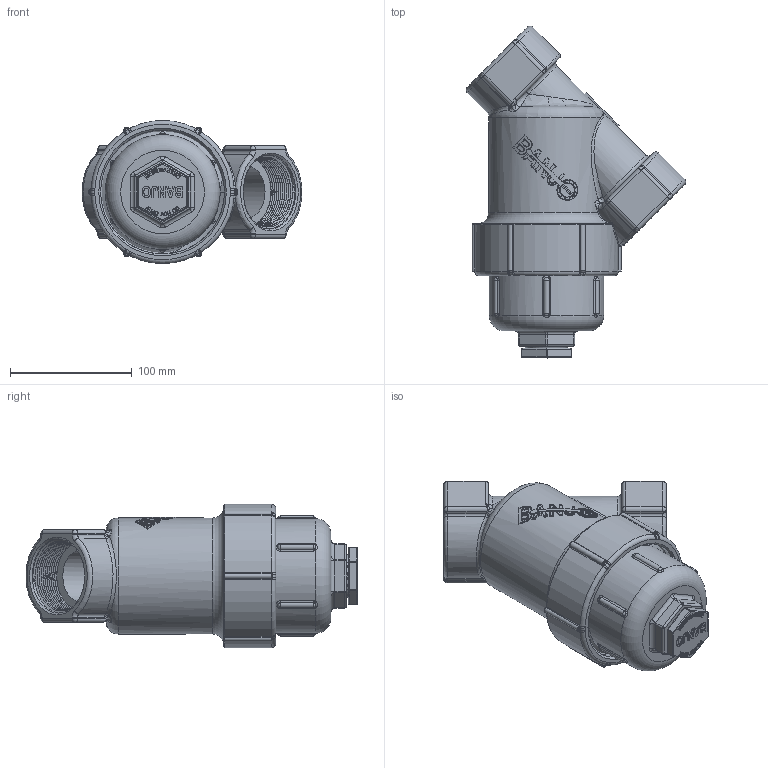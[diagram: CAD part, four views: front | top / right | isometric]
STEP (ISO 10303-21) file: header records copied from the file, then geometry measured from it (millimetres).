
FILE_DESCRIPTION(/* description */ ('2" LINE STRAINER 80 MESH'),/* implementation_level */ '2;1');
FILE_NAME(/* name */ 'LS200-80.stp',/* time_stamp */ '2023-07-21T14:31:39-04:00',/* author */ ('MJC'),/* organization */ (''),/* preprocessor_version */ 'ST-DEVELOPER v18.1',/* originating_system */ 'Autodesk Inventor 2022',/* authorisation */ '');
FILE_SCHEMA (('AUTOMOTIVE_DESIGN { 1 0 10303 214 3 1 1 }'));
Length unit declared in the file: inch
Products named in the file (8): LS200-80; LS200-B; LS150-C; LS150XC; LSQ200-PL; LSQ200-R; LS150-G; LS280
Assembly tree (7 placements, depth 3):
  LS200-80
    LS200-B
    LS150-C
      LS150XC
      LSQ200-PL
      LSQ200-R
    LS150-G
    LS280
Bounding box: 180.17 x 272.3 x 117.47 mm (x, y, z)
Volume: 886942.8 mm3; surface area: 311321.6 mm2
Topology: 6 solids, 6 shells, 1754 faces, 4519 edges, 2867 vertices
Faces by surface type: plane 841, bspline 435, cylinder 277, torus 87, cone 62, sphere 52
Full cylindrical faces by diameter (mm): 4.762 x1, 19.05 x1, 33.401 x1, 43.18 x2, 55.626 x1, 60.452 x1, 66.04 x1, 67.716 x2, 76.2 x1, 79.502 x1, 82.728 x1, 85.852 x1, 86.233 x1, 91.567 x1, 94.038 x3, 94.717 x3, 101.6 x6
Entity records: 72202 total; most frequent: CARTESIAN_POINT 31920, ORIENTED_EDGE 8974, DIRECTION 7132, EDGE_CURVE 4487, VERTEX_POINT 2867, AXIS2_PLACEMENT_3D 2395, LINE 2342, VECTOR 2342
